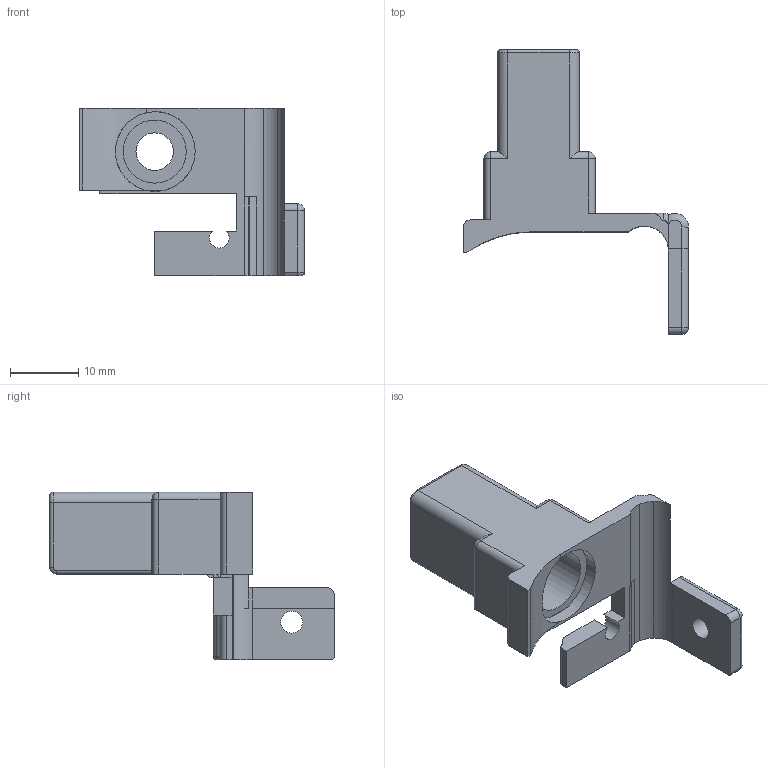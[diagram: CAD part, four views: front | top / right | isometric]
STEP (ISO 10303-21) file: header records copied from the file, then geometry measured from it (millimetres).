
FILE_DESCRIPTION(/* description */ ('STEP AP214'),/* implementation_level */ '2;1');
FILE_NAME(/* name */ 'LGX lite pro - Bowden alignment attachment STEP.step',/* time_stamp */ '2025-06-02T17:08:45-04:00',/* author */ (''),/* organization */ (''),/* preprocessor_version */ 'ST-DEVELOPER v20.1',/* originating_system */ 'Autodesk Translation Framework v14.10.0.0',/* authorisation */ '');
FILE_SCHEMA (('AUTOMOTIVE_DESIGN { 1 0 10303 214 3 1 1 }'));
Length unit declared in the file: millimetre
Products named in the file (1): Dummy EXT01LGX41012
Bounding box: 33 x 41.75 x 24.56 mm (x, y, z)
Volume: 4120.9 mm3; surface area: 4164.1 mm2
Topology: 4 solids, 4 shells, 108 faces, 274 edges, 173 vertices
Faces by surface type: plane 51, cylinder 43, torus 6, bspline 5, sphere 3
Full cylindrical faces by diameter (mm): 3.2 x1, 5.1 x1, 5.5 x1, 9.25 x2, 11.701 x1
Entity records: 3412 total; most frequent: CARTESIAN_POINT 703, DIRECTION 573, ORIENTED_EDGE 550, EDGE_CURVE 275, AXIS2_PLACEMENT_3D 204, VERTEX_POINT 173, LINE 165, VECTOR 165
